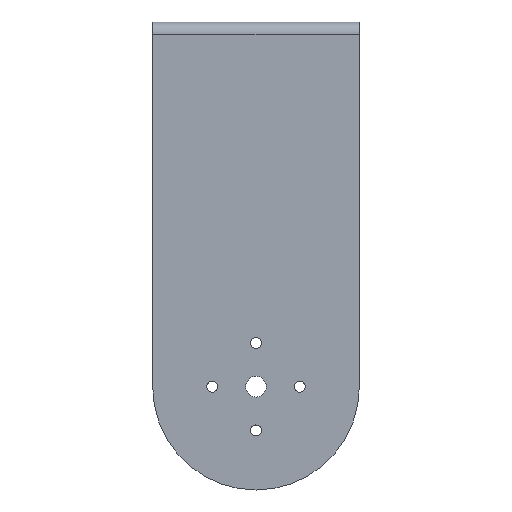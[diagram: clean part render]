
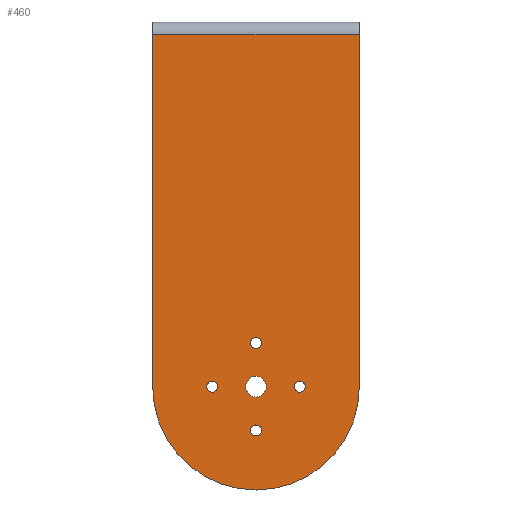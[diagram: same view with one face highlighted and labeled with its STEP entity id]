
A CAD part, front view. The second image highlights one B-rep face of the part: STEP entity #460.
In plain terms, the highlighted planar face has unit normal (0, -1, 0).
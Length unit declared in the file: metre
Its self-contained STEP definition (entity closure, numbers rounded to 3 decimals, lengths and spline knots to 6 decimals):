
#27=LINE('',#709,#56);
#28=LINE('',#711,#57);
#29=LINE('',#715,#58);
#56=VECTOR('',#571,1.);
#57=VECTOR('',#574,1.);
#58=VECTOR('',#577,1.);
#80=PLANE('',#503);
#105=ORIENTED_EDGE('',*,*,#213,.F.);
#106=ORIENTED_EDGE('',*,*,#212,.T.);
#107=ORIENTED_EDGE('',*,*,#214,.T.);
#108=ORIENTED_EDGE('',*,*,#215,.T.);
#109=ORIENTED_EDGE('',*,*,#216,.T.);
#110=ORIENTED_EDGE('',*,*,#217,.T.);
#111=ORIENTED_EDGE('',*,*,#218,.T.);
#112=ORIENTED_EDGE('',*,*,#219,.T.);
#113=ORIENTED_EDGE('',*,*,#220,.T.);
#212=EDGE_CURVE('',#263,#266,#27,.T.);
#213=EDGE_CURVE('',#263,#267,#28,.T.);
#214=EDGE_CURVE('',#266,#268,#304,.T.);
#215=EDGE_CURVE('',#268,#267,#29,.T.);
#216=EDGE_CURVE('',#269,#269,#305,.T.);
#217=EDGE_CURVE('',#270,#270,#306,.T.);
#218=EDGE_CURVE('',#271,#271,#307,.T.);
#219=EDGE_CURVE('',#272,#272,#308,.T.);
#220=EDGE_CURVE('',#273,#273,#309,.T.);
#263=VERTEX_POINT('',#701);
#266=VERTEX_POINT('',#708);
#267=VERTEX_POINT('',#712);
#268=VERTEX_POINT('',#714);
#269=VERTEX_POINT('',#717);
#270=VERTEX_POINT('',#719);
#271=VERTEX_POINT('',#721);
#272=VERTEX_POINT('',#723);
#273=VERTEX_POINT('',#725);
#304=CIRCLE('',#504,0.017);
#305=CIRCLE('',#505,0.0009);
#306=CIRCLE('',#506,0.0009);
#307=CIRCLE('',#507,0.0009);
#308=CIRCLE('',#508,0.0009);
#309=CIRCLE('',#509,0.0017);
#331=EDGE_LOOP('',(#105,#106,#107,#108));
#332=EDGE_LOOP('',(#109));
#333=EDGE_LOOP('',(#110));
#334=EDGE_LOOP('',(#111));
#335=EDGE_LOOP('',(#112));
#336=EDGE_LOOP('',(#113));
#390=FACE_BOUND('',#331,.T.);
#391=FACE_BOUND('',#332,.T.);
#392=FACE_BOUND('',#333,.T.);
#393=FACE_BOUND('',#334,.T.);
#394=FACE_BOUND('',#335,.T.);
#395=FACE_BOUND('',#336,.T.);
#460=ADVANCED_FACE('',(#390,#391,#392,#393,#394,#395),#80,.T.);
#503=AXIS2_PLACEMENT_3D('',#710,#572,#573);
#504=AXIS2_PLACEMENT_3D('',#713,#575,#576);
#505=AXIS2_PLACEMENT_3D('',#716,#578,#579);
#506=AXIS2_PLACEMENT_3D('',#718,#580,#581);
#507=AXIS2_PLACEMENT_3D('',#720,#582,#583);
#508=AXIS2_PLACEMENT_3D('',#722,#584,#585);
#509=AXIS2_PLACEMENT_3D('',#724,#586,#587);
#571=DIRECTION('',(0.,0.,-1.));
#572=DIRECTION('',(0.,-1.,0.));
#573=DIRECTION('',(1.,0.,0.));
#574=DIRECTION('',(1.,0.,0.));
#575=DIRECTION('',(0.,-1.,0.));
#576=DIRECTION('',(-1.,0.,0.));
#577=DIRECTION('',(0.,0.,1.));
#578=DIRECTION('',(0.,1.,0.));
#579=DIRECTION('',(1.,0.,0.));
#580=DIRECTION('',(0.,1.,0.));
#581=DIRECTION('',(1.,0.,0.));
#582=DIRECTION('',(0.,1.,0.));
#583=DIRECTION('',(1.,0.,0.));
#584=DIRECTION('',(0.,1.,0.));
#585=DIRECTION('',(1.,0.,0.));
#586=DIRECTION('',(0.,1.,0.));
#587=DIRECTION('',(1.,0.,0.));
#701=CARTESIAN_POINT('',(-0.017,-0.005,0.058));
#708=CARTESIAN_POINT('',(-0.017,-0.005,0.));
#709=CARTESIAN_POINT('',(-0.017,-0.005,0.06));
#710=CARTESIAN_POINT('',(0.,-0.005,0.0215));
#711=CARTESIAN_POINT('',(0.0085,-0.005,0.058));
#712=CARTESIAN_POINT('',(0.017,-0.005,0.058));
#713=CARTESIAN_POINT('',(0.,-0.005,0.));
#714=CARTESIAN_POINT('',(0.017,-0.005,0.));
#715=CARTESIAN_POINT('',(0.017,-0.005,0.));
#716=CARTESIAN_POINT('',(0.,-0.005,-0.0072));
#717=CARTESIAN_POINT('',(0.0009,-0.005,-0.0072));
#718=CARTESIAN_POINT('',(0.0072,-0.005,0.));
#719=CARTESIAN_POINT('',(0.0081,-0.005,0.));
#720=CARTESIAN_POINT('',(-0.0072,-0.005,0.));
#721=CARTESIAN_POINT('',(-0.0063,-0.005,0.));
#722=CARTESIAN_POINT('',(0.,-0.005,0.0072));
#723=CARTESIAN_POINT('',(0.0009,-0.005,0.0072));
#724=CARTESIAN_POINT('',(0.,-0.005,0.));
#725=CARTESIAN_POINT('',(0.0017,-0.005,0.));
